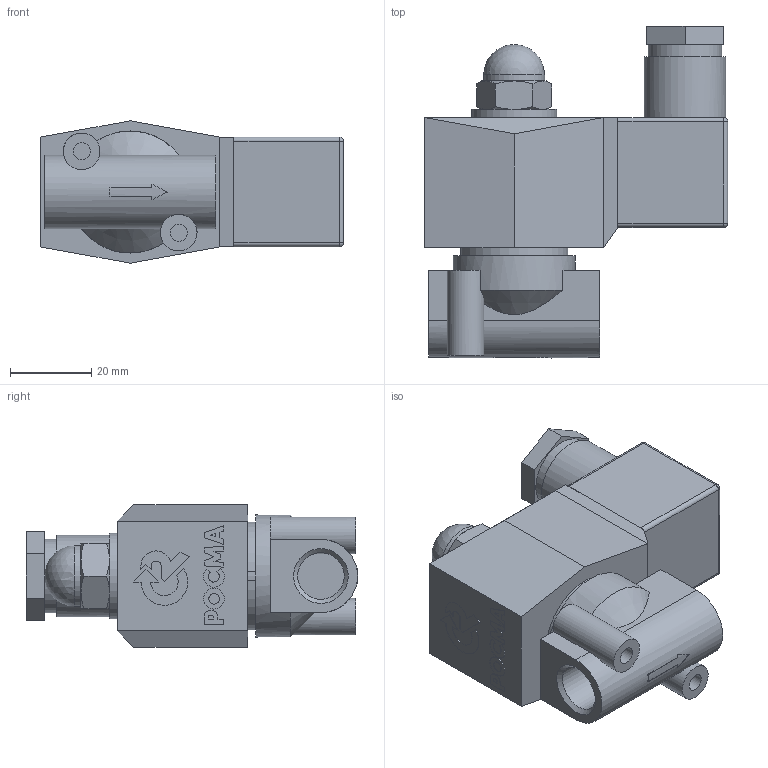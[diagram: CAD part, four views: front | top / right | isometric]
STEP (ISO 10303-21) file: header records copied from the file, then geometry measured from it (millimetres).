
FILE_DESCRIPTION(/* description */ ('СК-11-08'),/* implementation_level */ '2;1');
FILE_NAME(/* name */ 'СК-11-08.stp',/* time_stamp */ '2023-12-26T11:03:11+03:00',/* author */ ('abramenko'),/* organization */ (''),/* preprocessor_version */ 'ST-DEVELOPER v18.1',/* originating_system */ 'Autodesk Inventor 2021',/* authorisation */ '');
FILE_SCHEMA (('AUTOMOTIVE_DESIGN { 1 0 10303 214 3 1 1 }'));
Length unit declared in the file: millimetre
Products named in the file (1): СК-11-08
Bounding box: 74.6 x 81.6 x 35 mm (x, y, z)
Volume: 77566 mm3; surface area: 30250.1 mm2
Topology: 8 solids, 8 shells, 260 faces, 647 edges, 430 vertices
Faces by surface type: plane 162, cylinder 69, cone 21, sphere 6, torus 2
Full cylindrical faces by diameter (mm): 2.584 x1, 3 x1, 4.2 x2, 4.5 x1, 5.115 x1, 5.5 x2, 6.8 x1, 8.376 x1, 9 x2, 10 x3, 10.5 x1, 11.445 x2, 12 x1, 12.3 x1, 13.4 x2, 13.9 x1, 15 x1, 16.7 x1, 18 x2, 20 x1, 21 x1, 30 x1
Entity records: 8026 total; most frequent: CARTESIAN_POINT 1653, DIRECTION 1335, ORIENTED_EDGE 1286, EDGE_CURVE 643, AXIS2_PLACEMENT_3D 482, VERTEX_POINT 430, LINE 371, VECTOR 371
